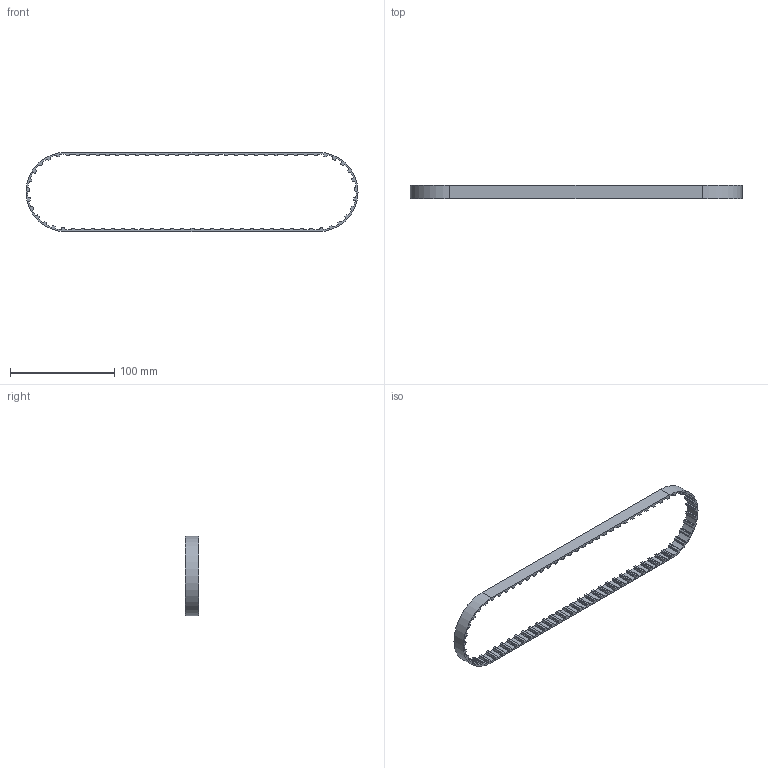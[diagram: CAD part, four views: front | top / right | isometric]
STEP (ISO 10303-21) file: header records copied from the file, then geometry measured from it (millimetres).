
FILE_DESCRIPTION (( 'STEP AP214' ), '1' );
FILE_NAME ('285L050NG.step', '2015-04-08T22:55:08', ( '' ), ( '' ), 'SwSTEP 2.0', 'SolidWorks 2014', '' );
FILE_SCHEMA (( 'AUTOMOTIVE_DESIGN' ));
Length unit declared in the file: inch
Products named in the file (1): 285L050NG
Bounding box: 318.46 x 12.7 x 76.2 mm (x, y, z)
Volume: 21100.5 mm3; surface area: 23768 mm2
Topology: 1 solids, 1 shells, 623 faces, 1863 edges, 1242 vertices
Faces by surface type: cylinder 342, plane 281
Entity records: 21245 total; most frequent: DIRECTION 3795, CARTESIAN_POINT 3729, ORIENTED_EDGE 3726, EDGE_CURVE 1863, AXIS2_PLACEMENT_3D 1308, VERTEX_POINT 1242, LINE 1179, VECTOR 1179
